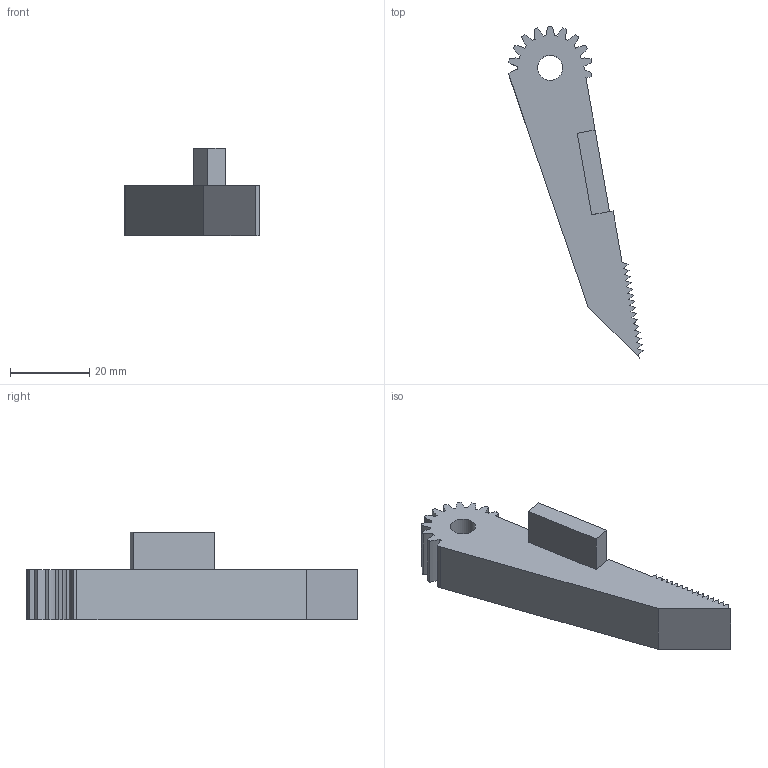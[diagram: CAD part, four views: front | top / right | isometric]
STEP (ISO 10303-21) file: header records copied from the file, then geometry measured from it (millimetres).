
FILE_DESCRIPTION(/* description */ (''),/* implementation_level */ '2;1');
FILE_NAME(/* name */ 'ClawSideRight.stp',/* time_stamp */ '2025-06-15T10:28:56-04:00',/* author */ ('Designer'),/* organization */ (''),/* preprocessor_version */ 'ST-DEVELOPER v20',/* originating_system */ 'Autodesk Inventor 2024',/* authorisation */ '');
FILE_SCHEMA (('AUTOMOTIVE_DESIGN { 1 0 10303 214 3 1 1 }'));
Length unit declared in the file: inch
Products named in the file (1): ClawSide
Bounding box: 34.06 x 83.99 x 22.23 mm (x, y, z)
Volume: 14930.3 mm3; surface area: 6061.4 mm2
Topology: 1 solids, 1 shells, 86 faces, 251 edges, 167 vertices
Faces by surface type: plane 43, cylinder 43
Full cylindrical faces by diameter (mm): 6.35 x1
Entity records: 2922 total; most frequent: DIRECTION 511, CARTESIAN_POINT 505, ORIENTED_EDGE 502, EDGE_CURVE 251, AXIS2_PLACEMENT_3D 173, VERTEX_POINT 167, LINE 165, VECTOR 165
